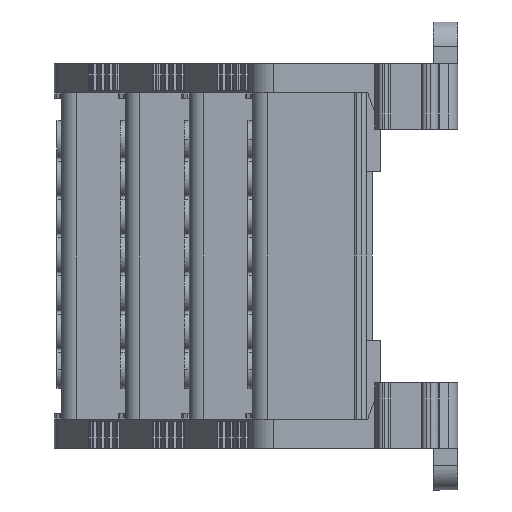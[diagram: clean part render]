
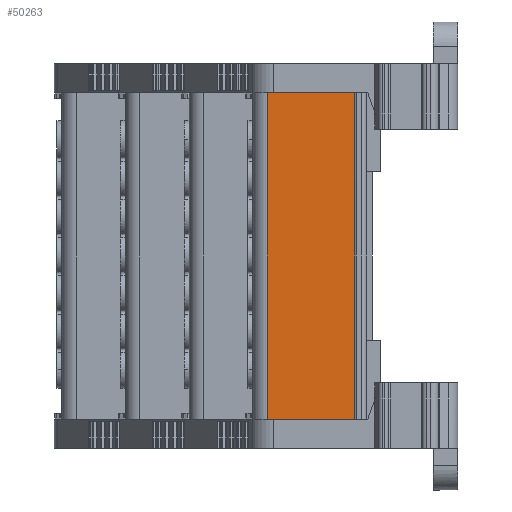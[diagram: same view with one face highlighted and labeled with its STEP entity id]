
A CAD part, left-side view. The second image highlights one B-rep face of the part: STEP entity #50263.
In plain terms, the highlighted planar face has unit normal (-1, 0.018, 0).
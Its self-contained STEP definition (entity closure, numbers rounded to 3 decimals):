
#22275 = CARTESIAN_POINT ( 'NONE',  ( -91.847, 75.208, 66.561 ) ) ;
#22279 = CARTESIAN_POINT ( 'NONE',  ( -91.958, 68.891, 66.561 ) ) ;
#22287 = CARTESIAN_POINT ( 'NONE',  ( -91.737, 81.525, 66.561 ) ) ;
#22289 = CARTESIAN_POINT ( 'NONE',  ( -92.068, 62.574, 66.561 ) ) ;
#22303 = DIRECTION ( 'NONE',  ( 0., 0., 1. ) ) ;
#22311 = CARTESIAN_POINT ( 'NONE',  ( -91.958, 68.891, 0.015 ) ) ;
#22316 = LINE ( 'NONE', #22317, #106908 ) ;
#22317 = CARTESIAN_POINT ( 'NONE',  ( -91.737, 81.525, -0.988 ) ) ;
#22333 = CARTESIAN_POINT ( 'NONE',  ( -91.737, 81.525, 0.015 ) ) ;
#22337 = CARTESIAN_POINT ( 'NONE',  ( -92.068, 62.574, 0.015 ) ) ;
#22339 = CARTESIAN_POINT ( 'NONE',  ( -91.847, 75.208, 0.015 ) ) ;
#22428 = DIRECTION ( 'NONE',  ( 0., 0., -1. ) ) ;
#22435 = LINE ( 'NONE', #22451, #106917 ) ;
#22451 = CARTESIAN_POINT ( 'NONE',  ( -92.068, 62.574, -0.988 ) ) ;
#23410 = ORIENTED_EDGE ( 'NONE', *, *, #53323, .F. ) ;
#23431 = ORIENTED_EDGE ( 'NONE', *, *, #53343, .F. ) ;
#23461 = ORIENTED_EDGE ( 'NONE', *, *, #53315, .F. ) ;
#23464 = ORIENTED_EDGE ( 'NONE', *, *, #53326, .F. ) ;
#26953 = B_SPLINE_CURVE_WITH_KNOTS ( 'NONE', 3,
 ( #22337, #22311, #22339, #22333 ),
 .UNSPECIFIED., .F., .F.,
 ( 4, 4 ),
 ( 0., 1. ),
 .UNSPECIFIED. ) ;
#26956 = B_SPLINE_CURVE_WITH_KNOTS ( 'NONE', 3,
 ( #22287, #22275, #22279, #22289 ),
 .UNSPECIFIED., .F., .F.,
 ( 4, 4 ),
 ( 0., 1. ),
 .UNSPECIFIED. ) ;
#33017 = CARTESIAN_POINT ( 'NONE',  ( -91.737, 81.525, 0.015 ) ) ;
#33148 = CARTESIAN_POINT ( 'NONE',  ( -91.737, 81.525, 66.561 ) ) ;
#33208 = CARTESIAN_POINT ( 'NONE',  ( -92.068, 62.574, 0.015 ) ) ;
#36439 = CARTESIAN_POINT ( 'NONE',  ( -92.068, 62.574, 66.561 ) ) ;
#50263 = ADVANCED_FACE ( 'NONE', ( #76392 ), #76415, .F. ) ;
#53315 = EDGE_CURVE ( 'NONE', #67994, #102228, #26956, .T. ) ;
#53323 = EDGE_CURVE ( 'NONE', #68023, #67976, #26953, .T. ) ;
#53326 = EDGE_CURVE ( 'NONE', #67976, #67994, #22316, .T. ) ;
#53343 = EDGE_CURVE ( 'NONE', #102228, #68023, #22435, .T. ) ;
#67976 = VERTEX_POINT ( 'NONE', #33017 ) ;
#67994 = VERTEX_POINT ( 'NONE', #33148 ) ;
#68023 = VERTEX_POINT ( 'NONE', #33208 ) ;
#76384 = DIRECTION ( 'NONE',  ( 0.017, 1., 0. ) ) ;
#76392 = FACE_OUTER_BOUND ( 'NONE', #102610, .T. ) ;
#76406 = CARTESIAN_POINT ( 'NONE',  ( -91.667, 85.522, -0.988 ) ) ;
#76410 = DIRECTION ( 'NONE',  ( 1., -0.017, 0. ) ) ;
#76415 = PLANE ( 'NONE',  #99301 ) ;
#99301 = AXIS2_PLACEMENT_3D ( 'NONE', #76406, #76410, #76384 ) ;
#102228 = VERTEX_POINT ( 'NONE', #36439 ) ;
#102610 = EDGE_LOOP ( 'NONE', ( #23431, #23461, #23464, #23410 ) ) ;
#106908 = VECTOR ( 'NONE', #22303, 1000. ) ;
#106917 = VECTOR ( 'NONE', #22428, 1000. ) ;
